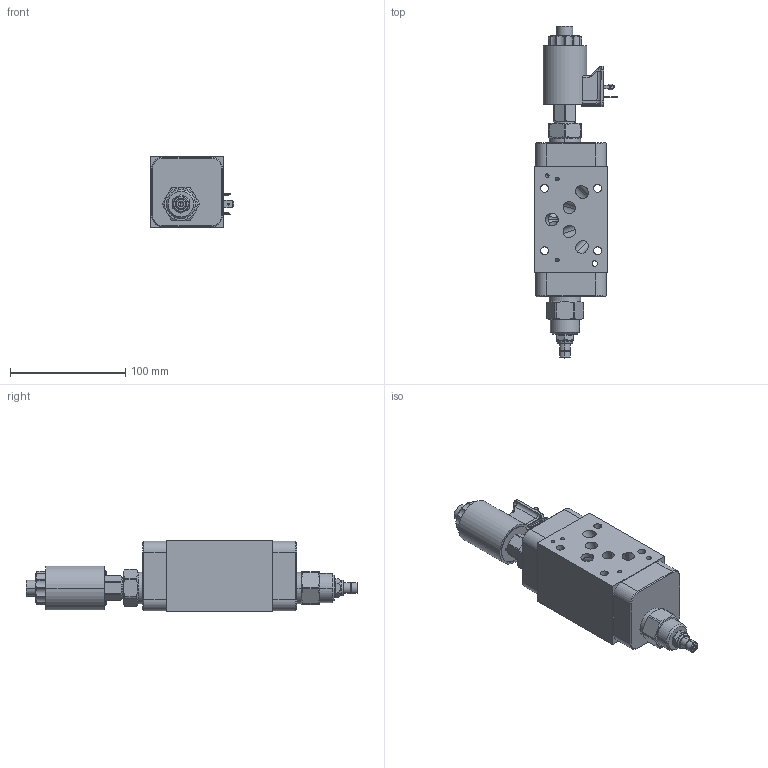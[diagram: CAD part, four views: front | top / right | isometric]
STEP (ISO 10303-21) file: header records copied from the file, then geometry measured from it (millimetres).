
FILE_DESCRIPTION((''),'2;1');
FILE_NAME('X2EXLANFA224_ASM','2020-04-16T',('ProEService'),(''),'PRO/ENGINEER BY PARAMETRIC TECHNOLOGY CORPORATION, 2014200','PRO/ENGINEER BY PARAMETRIC TECHNOLOGY CORPORATION, 2014200','');
FILE_SCHEMA(('CONFIG_CONTROL_DESIGN'));
Length unit declared in the file: inch
Products named in the file (5): 154-127; DFDA8DN; DTAFMHN224; FXDALAN; X2EXLANFA224_ASM
Assembly tree (4 placements, depth 2):
  X2EXLANFA224_ASM
    154-127
    DFDA8DN
    DTAFMHN224
    FXDALAN
Bounding box: 71.98 x 287.58 x 61.93 mm (x, y, z)
Volume: 567164.2 mm3; surface area: 123540.4 mm2
Topology: 7 solids, 8 shells, 1206 faces, 3349 edges, 2426 vertices
Faces by surface type: cylinder 457, plane 388, cone 181, torus 102, bspline 38, sphere 24, revolution 16
Entity records: 46646 total; most frequent: CARTESIAN_POINT 16464, DIRECTION 6220, ORIENTED_EDGE 5852, EDGE_CURVE 2926, AXIS2_PLACEMENT_3D 2273, VERTEX_POINT 1819, VECTOR 1658, LINE 1658
